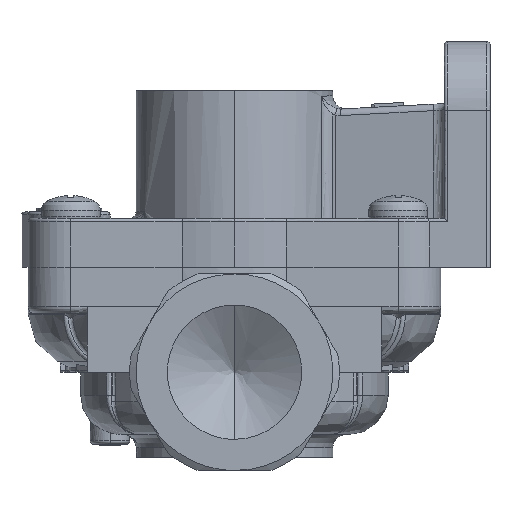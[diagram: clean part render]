
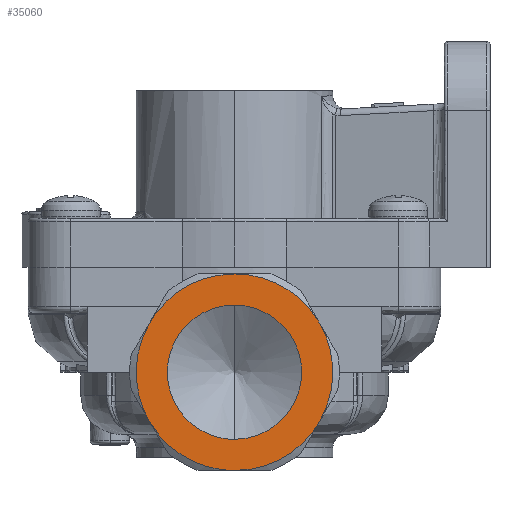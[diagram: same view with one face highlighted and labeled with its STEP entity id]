
A CAD part, left-side view. The second image highlights one B-rep face of the part: STEP entity #35060.
In plain terms, the highlighted free-form (B-spline) face has degree [1, 1] with [2, 2] control points.
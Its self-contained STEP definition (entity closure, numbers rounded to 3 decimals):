
#27422 = VERTEX_POINT('',#27423);
#27423 = CARTESIAN_POINT('',(-51.311,46.003,
    -35.092));
#27428 = EDGE_CURVE('',#27429,#27422,#27431,.T.);
#27429 = VERTEX_POINT('',#27430);
#27430 = CARTESIAN_POINT('',(-51.311,46.003,
    -59.273));
#27431 = ( BOUNDED_CURVE() B_SPLINE_CURVE(2,(#27432,#27433,#27434,#27435
,#27436),.UNSPECIFIED.,.F.,.F.) B_SPLINE_CURVE_WITH_KNOTS((3,2,3),(
    3.142,4.712,6.283),
.PIECEWISE_BEZIER_KNOTS.) CURVE() GEOMETRIC_REPRESENTATION_ITEM() 
RATIONAL_B_SPLINE_CURVE((1.,0.707,1.,0.707,1.)) 
REPRESENTATION_ITEM('') );
#27432 = CARTESIAN_POINT('',(-51.311,46.003,
    -59.273));
#27433 = CARTESIAN_POINT('',(-51.311,33.912,
    -59.273));
#27434 = CARTESIAN_POINT('',(-51.311,33.912,
    -47.182));
#27435 = CARTESIAN_POINT('',(-51.311,33.912,
    -35.092));
#27436 = CARTESIAN_POINT('',(-51.311,46.003,
    -35.092));
#34642 = VERTEX_POINT('',#34643);
#34643 = CARTESIAN_POINT('',(-51.311,61.326,
    -56.029));
#34703 = VERTEX_POINT('',#34704);
#34704 = CARTESIAN_POINT('',(-51.311,61.326,
    -38.336));
#34764 = VERTEX_POINT('',#34765);
#34765 = CARTESIAN_POINT('',(-51.311,46.003,
    -29.489));
#34829 = VERTEX_POINT('',#34830);
#34830 = CARTESIAN_POINT('',(-51.311,30.68,
    -38.336));
#34890 = VERTEX_POINT('',#34891);
#34891 = CARTESIAN_POINT('',(-51.311,30.68,
    -56.029));
#34920 = VERTEX_POINT('',#34921);
#34921 = CARTESIAN_POINT('',(-51.311,46.003,
    -64.876));
#34950 = EDGE_CURVE('',#34642,#34920,#34951,.T.);
#34951 = ( BOUNDED_CURVE() B_SPLINE_CURVE(2,(#34952,#34953,#34954),
.UNSPECIFIED.,.F.,.F.) B_SPLINE_CURVE_WITH_KNOTS((3,3),(5.236,
6.283),.PIECEWISE_BEZIER_KNOTS.) CURVE() 
GEOMETRIC_REPRESENTATION_ITEM() RATIONAL_B_SPLINE_CURVE((1.,
0.866,1.)) REPRESENTATION_ITEM('') );
#34952 = CARTESIAN_POINT('',(-51.311,61.326,
    -56.029));
#34953 = CARTESIAN_POINT('',(-51.311,56.218,
    -64.876));
#34954 = CARTESIAN_POINT('',(-51.311,46.003,
    -64.876));
#34969 = EDGE_CURVE('',#34703,#34642,#34970,.T.);
#34970 = ( BOUNDED_CURVE() B_SPLINE_CURVE(2,(#34971,#34972,#34973),
.UNSPECIFIED.,.F.,.F.) B_SPLINE_CURVE_WITH_KNOTS((3,3),(4.189,
5.236),.PIECEWISE_BEZIER_KNOTS.) CURVE() 
GEOMETRIC_REPRESENTATION_ITEM() RATIONAL_B_SPLINE_CURVE((1.,
0.866,1.)) REPRESENTATION_ITEM('') );
#34971 = CARTESIAN_POINT('',(-51.311,61.326,
    -38.336));
#34972 = CARTESIAN_POINT('',(-51.311,66.433,
    -47.182));
#34973 = CARTESIAN_POINT('',(-51.311,61.326,
    -56.029));
#34988 = EDGE_CURVE('',#34764,#34703,#34989,.T.);
#34989 = ( BOUNDED_CURVE() B_SPLINE_CURVE(2,(#34990,#34991,#34992),
.UNSPECIFIED.,.F.,.F.) B_SPLINE_CURVE_WITH_KNOTS((3,3),(3.142,
4.189),.PIECEWISE_BEZIER_KNOTS.) CURVE() 
GEOMETRIC_REPRESENTATION_ITEM() RATIONAL_B_SPLINE_CURVE((1.,
0.866,1.)) REPRESENTATION_ITEM('') );
#34990 = CARTESIAN_POINT('',(-51.311,46.003,
    -29.489));
#34991 = CARTESIAN_POINT('',(-51.311,56.218,
    -29.489));
#34992 = CARTESIAN_POINT('',(-51.311,61.326,
    -38.336));
#35007 = EDGE_CURVE('',#34829,#34764,#35008,.T.);
#35008 = ( BOUNDED_CURVE() B_SPLINE_CURVE(2,(#35009,#35010,#35011),
.UNSPECIFIED.,.F.,.F.) B_SPLINE_CURVE_WITH_KNOTS((3,3),(2.094,
3.142),.PIECEWISE_BEZIER_KNOTS.) CURVE() 
GEOMETRIC_REPRESENTATION_ITEM() RATIONAL_B_SPLINE_CURVE((1.,
0.866,1.)) REPRESENTATION_ITEM('') );
#35009 = CARTESIAN_POINT('',(-51.311,30.68,
    -38.336));
#35010 = CARTESIAN_POINT('',(-51.311,35.787,
    -29.489));
#35011 = CARTESIAN_POINT('',(-51.311,46.003,
    -29.489));
#35026 = EDGE_CURVE('',#34890,#34829,#35027,.T.);
#35027 = ( BOUNDED_CURVE() B_SPLINE_CURVE(2,(#35028,#35029,#35030),
.UNSPECIFIED.,.F.,.F.) B_SPLINE_CURVE_WITH_KNOTS((3,3),(1.047,
2.094),.PIECEWISE_BEZIER_KNOTS.) CURVE() 
GEOMETRIC_REPRESENTATION_ITEM() RATIONAL_B_SPLINE_CURVE((1.,
0.866,1.)) REPRESENTATION_ITEM('') );
#35028 = CARTESIAN_POINT('',(-51.311,30.68,
    -56.029));
#35029 = CARTESIAN_POINT('',(-51.311,25.572,
    -47.182));
#35030 = CARTESIAN_POINT('',(-51.311,30.68,
    -38.336));
#35046 = EDGE_CURVE('',#34920,#34890,#35047,.T.);
#35047 = ( BOUNDED_CURVE() B_SPLINE_CURVE(2,(#35048,#35049,#35050),
.UNSPECIFIED.,.F.,.F.) B_SPLINE_CURVE_WITH_KNOTS((3,3),(0.,
1.047),.PIECEWISE_BEZIER_KNOTS.) CURVE() 
GEOMETRIC_REPRESENTATION_ITEM() RATIONAL_B_SPLINE_CURVE((1.,
0.866,1.)) REPRESENTATION_ITEM('') );
#35048 = CARTESIAN_POINT('',(-51.311,46.003,
    -64.876));
#35049 = CARTESIAN_POINT('',(-51.311,35.787,
    -64.876));
#35050 = CARTESIAN_POINT('',(-51.311,30.68,
    -56.029));
#35060 = ADVANCED_FACE('',(#35061,#35072),#35080,.T.);
#35061 = FACE_BOUND('',#35062,.T.);
#35062 = EDGE_LOOP('',(#35063,#35071));
#35063 = ORIENTED_EDGE('',*,*,#35064,.F.);
#35064 = EDGE_CURVE('',#27422,#27429,#35065,.T.);
#35065 = ( BOUNDED_CURVE() B_SPLINE_CURVE(2,(#35066,#35067,#35068,#35069
,#35070),.UNSPECIFIED.,.F.,.F.) B_SPLINE_CURVE_WITH_KNOTS((3,2,3),(0.,
1.571,3.142),.PIECEWISE_BEZIER_KNOTS.) CURVE() 
GEOMETRIC_REPRESENTATION_ITEM() RATIONAL_B_SPLINE_CURVE((1.,
0.707,1.,0.707,1.)) REPRESENTATION_ITEM('') );
#35066 = CARTESIAN_POINT('',(-51.311,46.003,
    -35.092));
#35067 = CARTESIAN_POINT('',(-51.311,58.093,
    -35.092));
#35068 = CARTESIAN_POINT('',(-51.311,58.093,
    -47.182));
#35069 = CARTESIAN_POINT('',(-51.311,58.093,
    -59.273));
#35070 = CARTESIAN_POINT('',(-51.311,46.003,
    -59.273));
#35071 = ORIENTED_EDGE('',*,*,#27428,.F.);
#35072 = FACE_BOUND('',#35073,.T.);
#35073 = EDGE_LOOP('',(#35074,#35075,#35076,#35077,#35078,#35079));
#35074 = ORIENTED_EDGE('',*,*,#35046,.T.);
#35075 = ORIENTED_EDGE('',*,*,#35026,.T.);
#35076 = ORIENTED_EDGE('',*,*,#35007,.T.);
#35077 = ORIENTED_EDGE('',*,*,#34988,.T.);
#35078 = ORIENTED_EDGE('',*,*,#34969,.T.);
#35079 = ORIENTED_EDGE('',*,*,#34950,.T.);
#35080 = B_SPLINE_SURFACE_WITH_KNOTS('',1,1,(
    (#35081,#35082)
    ,(#35083,#35084
    )),.UNSPECIFIED.,.F.,.F.,.F.,(2,2),(2,2),(-15.,15.),(-15.,15.),
  .PIECEWISE_BEZIER_KNOTS.);
#35081 = CARTESIAN_POINT('',(-51.311,63.696,
    -29.489));
#35082 = CARTESIAN_POINT('',(-51.311,28.309,
    -29.489));
#35083 = CARTESIAN_POINT('',(-51.311,63.696,
    -64.876));
#35084 = CARTESIAN_POINT('',(-51.311,28.309,
    -64.876));
